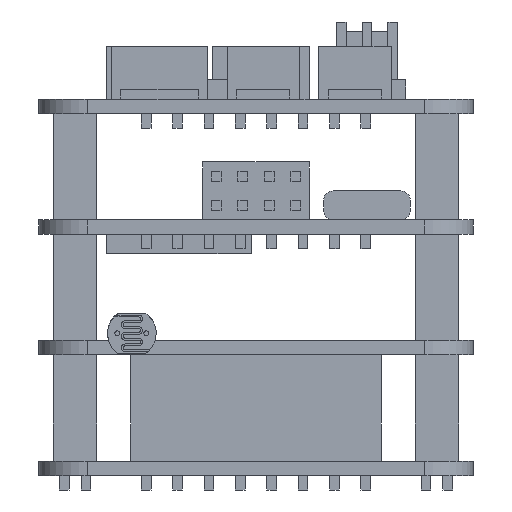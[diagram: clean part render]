
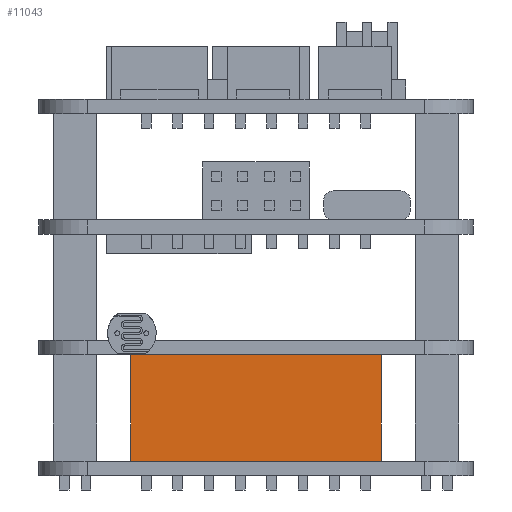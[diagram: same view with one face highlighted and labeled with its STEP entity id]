
A CAD part, front view. The second image highlights one B-rep face of the part: STEP entity #11043.
In plain terms, the highlighted planar face has unit normal (0, -1, 0).
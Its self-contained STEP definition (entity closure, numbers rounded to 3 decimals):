
#11043=ADVANCED_FACE('',(#20401),#20403,.T.);
#20401=FACE_BOUND('',#20402,.T.);
#20402=EDGE_LOOP('',(#26491,#26492,#26493,#26494));
#20403=PLANE('',#20404);
#20404=AXIS2_PLACEMENT_3D('',#20405,#20406,#20407);
#20405=CARTESIAN_POINT('',(-13.,-21.,1.5));
#20406=DIRECTION('',(0.,-1.,0.));
#20407=DIRECTION('',(1.,0.,0.));
#26491=ORIENTED_EDGE('',*,*,#29532,.T.);
#26492=ORIENTED_EDGE('',*,*,#29548,.T.);
#26493=ORIENTED_EDGE('',*,*,#29549,.F.);
#26494=ORIENTED_EDGE('',*,*,#29542,.F.);
#29532=EDGE_CURVE('',#34569,#34573,#34575,.T.);
#29542=EDGE_CURVE('',#34569,#34594,#34595,.T.);
#29548=EDGE_CURVE('',#34573,#34602,#34604,.T.);
#29549=EDGE_CURVE('',#34594,#34602,#34605,.T.);
#34569=VERTEX_POINT('',#45733);
#34573=VERTEX_POINT('',#45741);
#34575=LINE('',#45745,#45746);
#34594=VERTEX_POINT('',#45785);
#34595=LINE('',#45786,#45787);
#34602=VERTEX_POINT('',#45803);
#34604=LINE('',#45807,#45808);
#34605=LINE('',#45810,#45811);
#45733=CARTESIAN_POINT('',(-13.,-21.,1.5));
#45741=CARTESIAN_POINT('',(13.,-21.,1.5));
#45745=CARTESIAN_POINT('',(-13.,-21.,1.5));
#45746=VECTOR('',#45747,1.);
#45747=DIRECTION('',(1.,0.,0.));
#45785=CARTESIAN_POINT('',(-13.,-21.,12.5));
#45786=CARTESIAN_POINT('',(-13.,-21.,1.5));
#45787=VECTOR('',#45788,1.);
#45788=DIRECTION('',(0.,0.,1.));
#45803=CARTESIAN_POINT('',(13.,-21.,12.5));
#45807=CARTESIAN_POINT('',(13.,-21.,1.5));
#45808=VECTOR('',#45809,1.);
#45809=DIRECTION('',(0.,0.,1.));
#45810=CARTESIAN_POINT('',(-13.,-21.,12.5));
#45811=VECTOR('',#45812,1.);
#45812=DIRECTION('',(1.,0.,0.));
